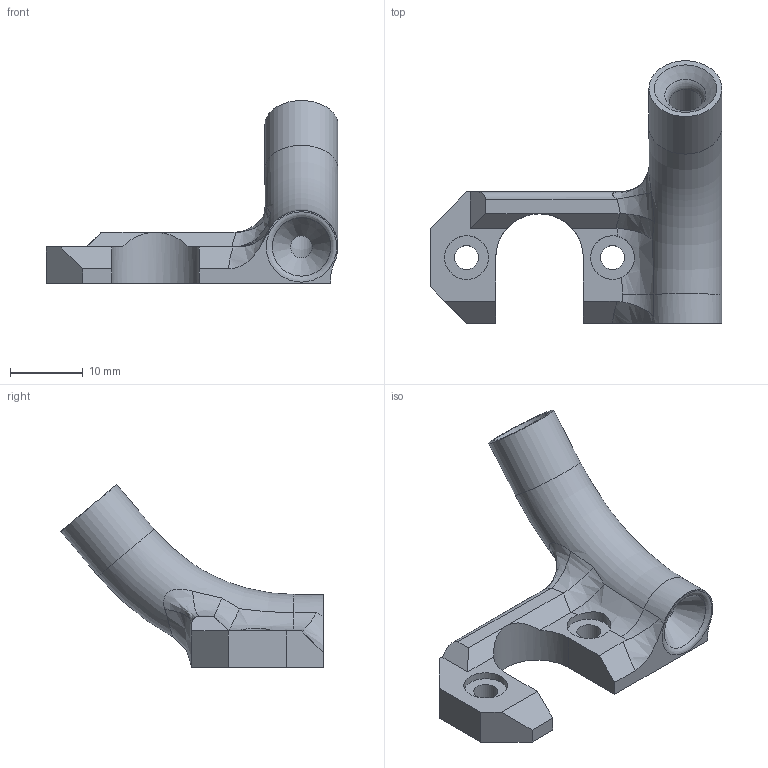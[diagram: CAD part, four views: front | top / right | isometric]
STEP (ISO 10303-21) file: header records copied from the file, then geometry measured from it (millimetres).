
FILE_DESCRIPTION(/* description */ ('STEP AP214'),/* implementation_level */ '2;1');
FILE_NAME(/* name */ '60bef578c94e826152dbaa1a',/* time_stamp */ '2021-06-08T04:43:37+00:00',/* author */ (''),/* organization */ (''),/* preprocessor_version */ 'ST-DEVELOPER v18.1',/* originating_system */ ' ',/* authorisation */ ' ');
FILE_SCHEMA (('AUTOMOTIVE_DESIGN {1 0 10303 214 3 1 1}'));
Length unit declared in the file: metre
Products named in the file (1): guide
Bounding box: 40 x 35.95 x 25.06 mm (x, y, z)
Volume: 4392.7 mm3; surface area: 3161.8 mm2
Topology: 1 solids, 1 shells, 48 faces, 124 edges, 80 vertices
Faces by surface type: plane 23, cylinder 11, bspline 7, torus 5, cone 2
Full cylindrical faces by diameter (mm): 3.3 x2, 4.5 x1, 6 x2, 10 x1
Entity records: 1602 total; most frequent: CARTESIAN_POINT 516, ORIENTED_EDGE 214, DIRECTION 198, EDGE_CURVE 107, VERTEX_POINT 76, AXIS2_PLACEMENT_3D 76, EDGE_LOOP 69, FACE_BOUND 69
